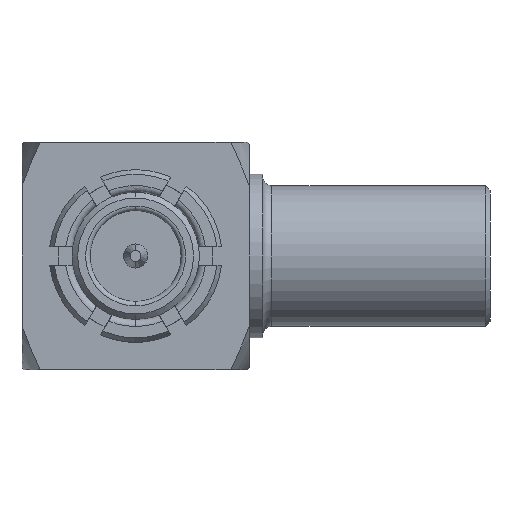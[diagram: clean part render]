
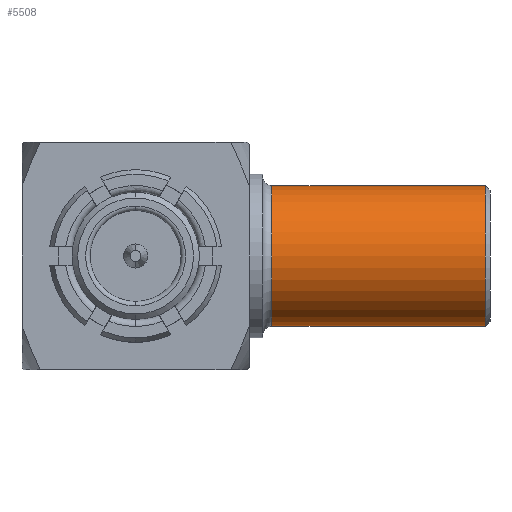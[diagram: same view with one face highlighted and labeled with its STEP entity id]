
A CAD part, left-side view. The second image highlights one B-rep face of the part: STEP entity #5508.
In plain terms, the highlighted cylindrical face has radius 1.55 mm (diameter 3.1 mm), a partial arc.
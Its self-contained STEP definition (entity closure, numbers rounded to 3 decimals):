
#32 = EDGE_CURVE ( 'NONE', #1093, #4453, #548, .T. ) ;
#72 = LINE ( 'NONE', #4331, #1604 ) ;
#350 = DIRECTION ( 'NONE',  ( 0., -1., 0. ) ) ;
#426 = VERTEX_POINT ( 'NONE', #3021 ) ;
#548 = CIRCLE ( 'NONE', #6538, 1.55 ) ;
#590 = CYLINDRICAL_SURFACE ( 'NONE', #2033, 1.55 ) ;
#704 = CARTESIAN_POINT ( 'NONE',  ( 6.1, 5.464, 1.55 ) ) ;
#735 = EDGE_CURVE ( 'NONE', #4453, #6423, #763, .T. ) ;
#763 = LINE ( 'NONE', #704, #7442 ) ;
#1013 = ORIENTED_EDGE ( 'NONE', *, *, #5616, .T. ) ;
#1093 = VERTEX_POINT ( 'NONE', #2166 ) ;
#1409 = FACE_OUTER_BOUND ( 'NONE', #6705, .T. ) ;
#1604 = VECTOR ( 'NONE', #2451, 1000. ) ;
#1944 = CARTESIAN_POINT ( 'NONE',  ( 6.1, -7.7, 1.55 ) ) ;
#2033 = AXIS2_PLACEMENT_3D ( 'NONE', #7308, #6003, #2852 ) ;
#2166 = CARTESIAN_POINT ( 'NONE',  ( 6.1, -7.7, -1.55 ) ) ;
#2451 = DIRECTION ( 'NONE',  ( 0., 1., 0. ) ) ;
#2851 = ORIENTED_EDGE ( 'NONE', *, *, #32, .T. ) ;
#2852 = DIRECTION ( 'NONE',  ( 0., 0., -1. ) ) ;
#3021 = CARTESIAN_POINT ( 'NONE',  ( 6.1, -3., -1.55 ) ) ;
#3053 = CIRCLE ( 'NONE', #5486, 1.55 ) ;
#3056 = ORIENTED_EDGE ( 'NONE', *, *, #6357, .F. ) ;
#4230 = CARTESIAN_POINT ( 'NONE',  ( 6.1, -3., 0. ) ) ;
#4331 = CARTESIAN_POINT ( 'NONE',  ( 6.1, 5.464, -1.55 ) ) ;
#4453 = VERTEX_POINT ( 'NONE', #1944 ) ;
#4893 = DIRECTION ( 'NONE',  ( 0., 0., -1. ) ) ;
#5238 = DIRECTION ( 'NONE',  ( 0., 1., 0. ) ) ;
#5350 = DIRECTION ( 'NONE',  ( 0., 0., -1. ) ) ;
#5357 = ORIENTED_EDGE ( 'NONE', *, *, #735, .T. ) ;
#5486 = AXIS2_PLACEMENT_3D ( 'NONE', #4230, #350, #4893 ) ;
#5508 = ADVANCED_FACE ( 'NONE', ( #1409 ), #590, .T. ) ;
#5616 = EDGE_CURVE ( 'NONE', #6423, #426, #3053, .T. ) ;
#6003 = DIRECTION ( 'NONE',  ( 0., 1., 0. ) ) ;
#6332 = CARTESIAN_POINT ( 'NONE',  ( 6.1, -3., 1.55 ) ) ;
#6357 = EDGE_CURVE ( 'NONE', #1093, #426, #72, .T. ) ;
#6423 = VERTEX_POINT ( 'NONE', #6332 ) ;
#6538 = AXIS2_PLACEMENT_3D ( 'NONE', #7261, #5238, #5350 ) ;
#6705 = EDGE_LOOP ( 'NONE', ( #2851, #5357, #1013, #3056 ) ) ;
#7261 = CARTESIAN_POINT ( 'NONE',  ( 6.1, -7.7, 0. ) ) ;
#7308 = CARTESIAN_POINT ( 'NONE',  ( 6.1, 5.464, 0. ) ) ;
#7442 = VECTOR ( 'NONE', #8288, 1000. ) ;
#8288 = DIRECTION ( 'NONE',  ( 0., 1., 0. ) ) ;
